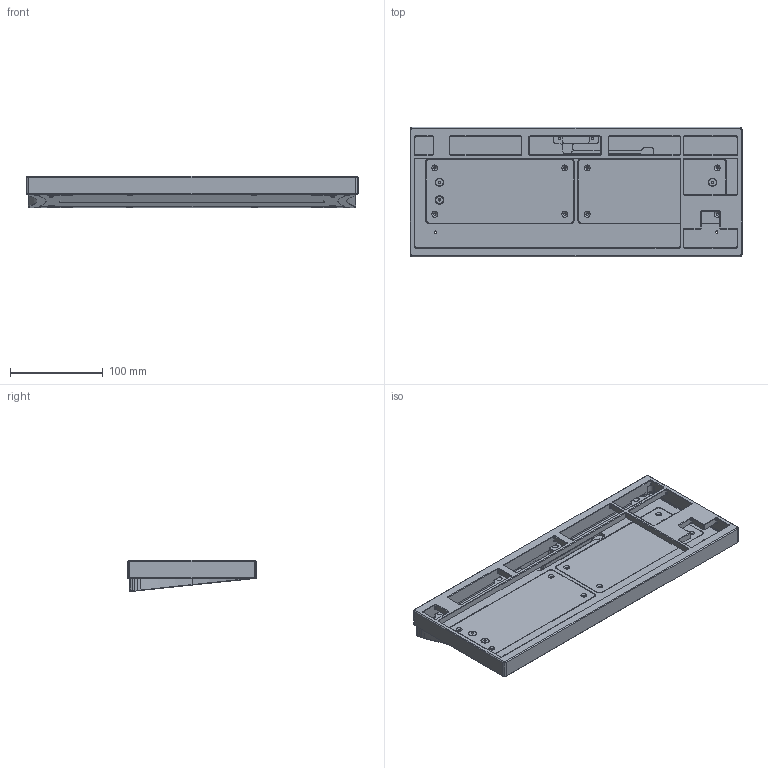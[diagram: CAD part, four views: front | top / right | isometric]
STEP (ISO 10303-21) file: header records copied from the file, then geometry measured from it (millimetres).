
FILE_DESCRIPTION(('HOOPS Exchange Step'),'2;1');
FILE_NAME('export-91EFD361-6918-479B-975E-7BFC1886CCD0.stp','2021-05-25T20:37:41+20:00',('xyz'),('Alibre'),'HOOPS Exchange 2021.0','Alibre','Unknown authorisation');
FILE_SCHEMA( ('AP242_MANAGED_MODEL_BASED_3D_ENGINEERING_MIM_LF {1 0 10303 442 1 1 4 }') );
Length unit declared in the file: millimetre
Products named in the file (8): bottom; cf-accent; cf-accent-FLAT; top; weight-inside; weight-outside; weight-outside-FLAT; reassembly
Assembly tree (8 placements, depth 3):
  reassembly
    bottom
    cf-accent-FLAT
      cf-accent
    top
    weight-inside  x2
    weight-outside-FLAT
      weight-outside
Bounding box: 358.61 x 140.01 x 33.73 mm (x, y, z)
Volume: 592126.7 mm3; surface area: 311501 mm2
Topology: 6 solids, 6 shells, 1034 faces, 2731 edges, 1754 vertices
Faces by surface type: cylinder 547, plane 333, cone 144, bspline 10
Entity records: 32317 total; most frequent: CARTESIAN_POINT 6043, DIRECTION 5879, ORIENTED_EDGE 5286, EDGE_CURVE 2643, AXIS2_PLACEMENT_3D 2230, VERTEX_POINT 1698, VECTOR 1419, LINE 1419
